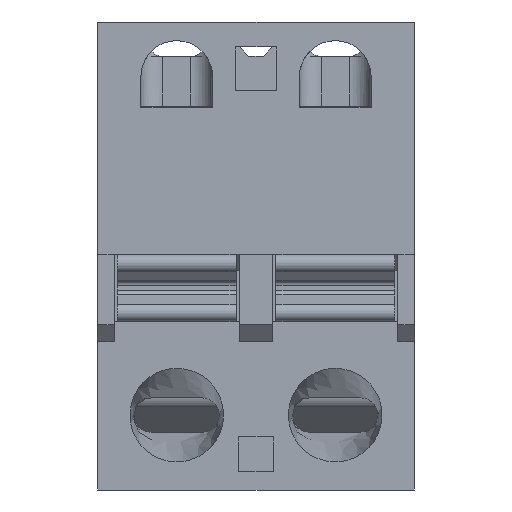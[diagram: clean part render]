
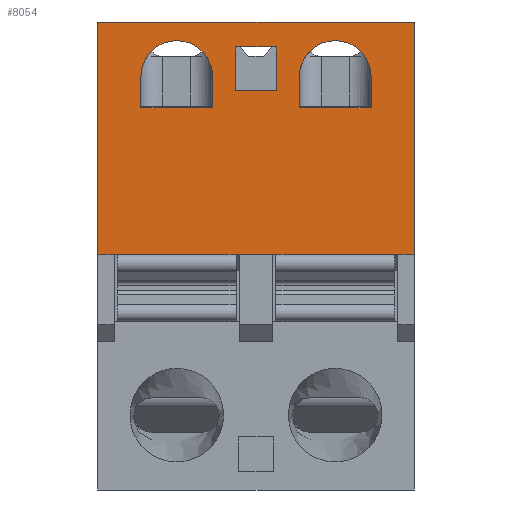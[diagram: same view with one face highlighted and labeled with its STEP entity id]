
A CAD part, front view. The second image highlights one B-rep face of the part: STEP entity #8054.
In plain terms, the highlighted planar face has unit normal (0, -1, 0).
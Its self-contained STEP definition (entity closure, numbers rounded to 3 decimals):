
#186=CIRCLE('',#8517,1.15);
#194=CIRCLE('',#8561,1.15);
#744=ORIENTED_EDGE('',*,*,#3044,.F.);
#745=ORIENTED_EDGE('',*,*,#3045,.F.);
#746=ORIENTED_EDGE('',*,*,#3046,.F.);
#747=ORIENTED_EDGE('',*,*,#3047,.F.);
#748=ORIENTED_EDGE('',*,*,#2884,.F.);
#749=ORIENTED_EDGE('',*,*,#3048,.F.);
#750=ORIENTED_EDGE('',*,*,#2894,.F.);
#751=ORIENTED_EDGE('',*,*,#2903,.F.);
#752=ORIENTED_EDGE('',*,*,#2982,.F.);
#753=ORIENTED_EDGE('',*,*,#3049,.F.);
#754=ORIENTED_EDGE('',*,*,#2992,.F.);
#755=ORIENTED_EDGE('',*,*,#3001,.F.);
#756=ORIENTED_EDGE('',*,*,#2870,.T.);
#757=ORIENTED_EDGE('',*,*,#2860,.T.);
#758=ORIENTED_EDGE('',*,*,#2976,.T.);
#759=ORIENTED_EDGE('',*,*,#3050,.F.);
#760=ORIENTED_EDGE('',*,*,#3051,.F.);
#761=ORIENTED_EDGE('',*,*,#3037,.F.);
#762=ORIENTED_EDGE('',*,*,#3052,.F.);
#763=ORIENTED_EDGE('',*,*,#2949,.F.);
#2860=EDGE_CURVE('',#4054,#4059,#4838,.T.);
#2870=EDGE_CURVE('',#4066,#4054,#4842,.T.);
#2884=EDGE_CURVE('',#4074,#4075,#4856,.T.);
#2894=EDGE_CURVE('',#4084,#4085,#4866,.T.);
#2903=EDGE_CURVE('',#4075,#4084,#186,.T.);
#2949=EDGE_CURVE('',#4066,#4114,#4911,.T.);
#2976=EDGE_CURVE('',#4059,#4129,#4928,.T.);
#2982=EDGE_CURVE('',#4135,#4136,#4934,.T.);
#2992=EDGE_CURVE('',#4145,#4146,#4944,.T.);
#3001=EDGE_CURVE('',#4136,#4145,#194,.T.);
#3037=EDGE_CURVE('',#4169,#4170,#4979,.T.);
#3044=EDGE_CURVE('',#4173,#4174,#4986,.T.);
#3045=EDGE_CURVE('',#4175,#4173,#4987,.T.);
#3046=EDGE_CURVE('',#4176,#4175,#4988,.T.);
#3047=EDGE_CURVE('',#4174,#4176,#4989,.T.);
#3048=EDGE_CURVE('',#4085,#4074,#4990,.T.);
#3049=EDGE_CURVE('',#4146,#4135,#4991,.T.);
#3050=EDGE_CURVE('',#4177,#4129,#4992,.T.);
#3051=EDGE_CURVE('',#4170,#4177,#4993,.T.);
#3052=EDGE_CURVE('',#4114,#4169,#4994,.T.);
#4054=VERTEX_POINT('',#11577);
#4059=VERTEX_POINT('',#11586);
#4066=VERTEX_POINT('',#11607);
#4074=VERTEX_POINT('',#11629);
#4075=VERTEX_POINT('',#11631);
#4084=VERTEX_POINT('',#11650);
#4085=VERTEX_POINT('',#11652);
#4114=VERTEX_POINT('',#11759);
#4129=VERTEX_POINT('',#11807);
#4135=VERTEX_POINT('',#11820);
#4136=VERTEX_POINT('',#11822);
#4145=VERTEX_POINT('',#11841);
#4146=VERTEX_POINT('',#11843);
#4169=VERTEX_POINT('',#11933);
#4170=VERTEX_POINT('',#11935);
#4173=VERTEX_POINT('',#11949);
#4174=VERTEX_POINT('',#11950);
#4175=VERTEX_POINT('',#11952);
#4176=VERTEX_POINT('',#11954);
#4177=VERTEX_POINT('',#11959);
#4838=LINE('',#11587,#5854);
#4842=LINE('',#11606,#5858);
#4856=LINE('',#11630,#5872);
#4866=LINE('',#11651,#5882);
#4911=LINE('',#11760,#5927);
#4928=LINE('',#11808,#5944);
#4934=LINE('',#11821,#5950);
#4944=LINE('',#11842,#5960);
#4979=LINE('',#11934,#5995);
#4986=LINE('',#11948,#6002);
#4987=LINE('',#11951,#6003);
#4988=LINE('',#11953,#6004);
#4989=LINE('',#11955,#6005);
#4990=LINE('',#11956,#6006);
#4991=LINE('',#11957,#6007);
#4992=LINE('',#11958,#6008);
#4993=LINE('',#11960,#6009);
#4994=LINE('',#11961,#6010);
#5854=VECTOR('',#9247,1000.);
#5858=VECTOR('',#9269,1000.);
#5872=VECTOR('',#9285,1000.);
#5882=VECTOR('',#9297,1000.);
#5927=VECTOR('',#9394,1000.);
#5944=VECTOR('',#9443,1000.);
#5950=VECTOR('',#9451,1000.);
#5960=VECTOR('',#9463,1000.);
#5995=VECTOR('',#9548,1000.);
#6002=VECTOR('',#9563,1000.);
#6003=VECTOR('',#9564,1000.);
#6004=VECTOR('',#9565,1000.);
#6005=VECTOR('',#9566,1000.);
#6006=VECTOR('',#9567,1000.);
#6007=VECTOR('',#9568,1000.);
#6008=VECTOR('',#9569,1000.);
#6009=VECTOR('',#9570,1000.);
#6010=VECTOR('',#9571,1000.);
#6813=EDGE_LOOP('',(#744,#745,#746,#747));
#6814=EDGE_LOOP('',(#748,#749,#750,#751));
#6815=EDGE_LOOP('',(#752,#753,#754,#755));
#6816=EDGE_LOOP('',(#756,#757,#758,#759,#760,#761,#762,#763));
#7267=FACE_BOUND('',#6813,.T.);
#7268=FACE_BOUND('',#6814,.T.);
#7269=FACE_BOUND('',#6815,.T.);
#7270=FACE_BOUND('',#6816,.T.);
#7704=PLANE('',#8579);
#8054=ADVANCED_FACE('',(#7267,#7268,#7269,#7270),#7704,.F.);
#8517=AXIS2_PLACEMENT_3D('',#11666,#9320,#9321);
#8561=AXIS2_PLACEMENT_3D('',#11857,#9486,#9487);
#8579=AXIS2_PLACEMENT_3D('',#11947,#9561,#9562);
#9247=DIRECTION('',(-1.,0.,0.));
#9269=DIRECTION('',(0.,0.,1.));
#9285=DIRECTION('',(0.,0.,1.));
#9297=DIRECTION('',(0.,0.,-1.));
#9320=DIRECTION('',(0.,-1.,0.));
#9321=DIRECTION('',(1.,0.,0.));
#9394=DIRECTION('',(-1.,0.,0.));
#9443=DIRECTION('',(0.,0.,-1.));
#9451=DIRECTION('',(0.,0.,1.));
#9463=DIRECTION('',(0.,0.,-1.));
#9486=DIRECTION('',(0.,-1.,0.));
#9487=DIRECTION('',(1.,0.,0.));
#9548=DIRECTION('',(-1.,0.,0.));
#9561=DIRECTION('',(0.,1.,0.));
#9562=DIRECTION('',(0.,0.,1.));
#9563=DIRECTION('',(0.,0.,-1.));
#9564=DIRECTION('',(-1.,0.,0.));
#9565=DIRECTION('',(0.,0.,1.));
#9566=DIRECTION('',(1.,0.,0.));
#9567=DIRECTION('',(1.,0.,0.));
#9568=DIRECTION('',(1.,0.,0.));
#9569=DIRECTION('',(-1.,0.,0.));
#9570=DIRECTION('',(-1.,0.,0.));
#9571=DIRECTION('',(-1.,0.,0.));
#11577=CARTESIAN_POINT('',(5.08,-7.1,7.5));
#11586=CARTESIAN_POINT('',(-5.08,-7.1,7.5));
#11587=CARTESIAN_POINT('',(19.628,-7.1,7.5));
#11606=CARTESIAN_POINT('',(5.08,-7.1,7.5));
#11607=CARTESIAN_POINT('',(5.08,-7.1,0.05));
#11629=CARTESIAN_POINT('',(3.69,-7.1,4.75));
#11630=CARTESIAN_POINT('',(3.69,-7.1,4.75));
#11631=CARTESIAN_POINT('',(3.69,-7.1,5.75));
#11650=CARTESIAN_POINT('',(1.39,-7.1,5.75));
#11651=CARTESIAN_POINT('',(1.39,-7.1,4.75));
#11652=CARTESIAN_POINT('',(1.39,-7.1,4.75));
#11666=CARTESIAN_POINT('',(2.54,-7.1,5.75));
#11759=CARTESIAN_POINT('',(4.54,-7.1,0.05));
#11760=CARTESIAN_POINT('',(19.628,-7.1,0.05));
#11807=CARTESIAN_POINT('',(-5.08,-7.1,0.05));
#11808=CARTESIAN_POINT('',(-5.08,-7.1,7.5));
#11820=CARTESIAN_POINT('',(-1.39,-7.1,4.75));
#11821=CARTESIAN_POINT('',(-1.39,-7.1,4.75));
#11822=CARTESIAN_POINT('',(-1.39,-7.1,5.75));
#11841=CARTESIAN_POINT('',(-3.69,-7.1,5.75));
#11842=CARTESIAN_POINT('',(-3.69,-7.1,4.75));
#11843=CARTESIAN_POINT('',(-3.69,-7.1,4.75));
#11857=CARTESIAN_POINT('',(-2.54,-7.1,5.75));
#11933=CARTESIAN_POINT('',(0.54,-7.1,0.05));
#11934=CARTESIAN_POINT('',(19.628,-7.1,0.05));
#11935=CARTESIAN_POINT('',(-0.54,-7.1,0.05));
#11947=CARTESIAN_POINT('',(19.628,-7.1,7.5));
#11948=CARTESIAN_POINT('',(-0.65,-7.1,6.7));
#11949=CARTESIAN_POINT('',(-0.65,-7.1,6.7));
#11950=CARTESIAN_POINT('',(-0.65,-7.1,5.3));
#11951=CARTESIAN_POINT('',(0.65,-7.1,6.7));
#11952=CARTESIAN_POINT('',(0.65,-7.1,6.7));
#11953=CARTESIAN_POINT('',(0.65,-7.1,5.3));
#11954=CARTESIAN_POINT('',(0.65,-7.1,5.3));
#11955=CARTESIAN_POINT('',(-0.65,-7.1,5.3));
#11956=CARTESIAN_POINT('',(3.69,-7.1,4.75));
#11957=CARTESIAN_POINT('',(-1.39,-7.1,4.75));
#11958=CARTESIAN_POINT('',(19.628,-7.1,0.05));
#11959=CARTESIAN_POINT('',(-4.54,-7.1,0.05));
#11960=CARTESIAN_POINT('',(19.628,-7.1,0.05));
#11961=CARTESIAN_POINT('',(19.628,-7.1,0.05));
